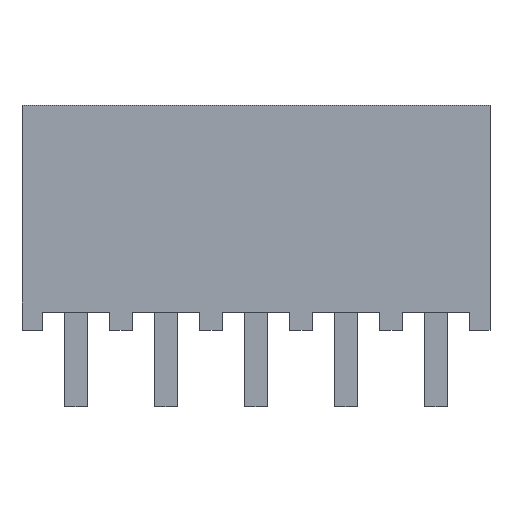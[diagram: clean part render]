
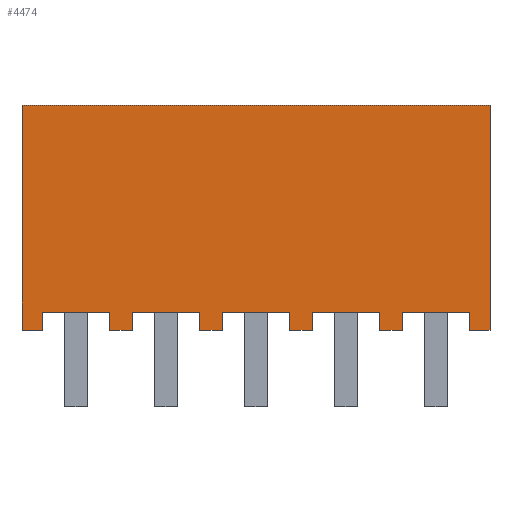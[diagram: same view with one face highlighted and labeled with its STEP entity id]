
A CAD part, top view. The second image highlights one B-rep face of the part: STEP entity #4474.
In plain terms, the highlighted planar face has unit normal (0, 0, 1).
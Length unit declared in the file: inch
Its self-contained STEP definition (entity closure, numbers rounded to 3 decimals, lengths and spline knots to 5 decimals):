
#417=ORIENTED_EDGE('',*,*,#1612,.F.);
#418=ORIENTED_EDGE('',*,*,#1529,.T.);
#419=ORIENTED_EDGE('',*,*,#1628,.F.);
#420=ORIENTED_EDGE('',*,*,#1379,.F.);
#421=ORIENTED_EDGE('',*,*,#1629,.T.);
#422=ORIENTED_EDGE('',*,*,#1630,.T.);
#423=ORIENTED_EDGE('',*,*,#1631,.F.);
#424=ORIENTED_EDGE('',*,*,#1632,.F.);
#425=ORIENTED_EDGE('',*,*,#1570,.F.);
#426=ORIENTED_EDGE('',*,*,#1563,.T.);
#427=ORIENTED_EDGE('',*,*,#1582,.F.);
#428=ORIENTED_EDGE('',*,*,#1633,.F.);
#429=ORIENTED_EDGE('',*,*,#1576,.F.);
#430=ORIENTED_EDGE('',*,*,#1555,.T.);
#431=ORIENTED_EDGE('',*,*,#1594,.F.);
#432=ORIENTED_EDGE('',*,*,#1634,.F.);
#433=ORIENTED_EDGE('',*,*,#1588,.F.);
#434=ORIENTED_EDGE('',*,*,#1547,.T.);
#435=ORIENTED_EDGE('',*,*,#1606,.F.);
#436=ORIENTED_EDGE('',*,*,#1635,.F.);
#437=ORIENTED_EDGE('',*,*,#1600,.F.);
#438=ORIENTED_EDGE('',*,*,#1539,.T.);
#439=ORIENTED_EDGE('',*,*,#1618,.F.);
#440=ORIENTED_EDGE('',*,*,#1636,.F.);
#1379=EDGE_CURVE('',#2021,#2022,#2443,.T.);
#1529=EDGE_CURVE('',#2132,#2131,#2589,.T.);
#1539=EDGE_CURVE('',#2142,#2141,#2599,.T.);
#1547=EDGE_CURVE('',#2150,#2149,#2607,.T.);
#1555=EDGE_CURVE('',#2158,#2157,#2615,.T.);
#1563=EDGE_CURVE('',#2166,#2165,#2623,.T.);
#1570=EDGE_CURVE('',#2166,#2169,#2630,.T.);
#1576=EDGE_CURVE('',#2158,#2173,#2636,.T.);
#1582=EDGE_CURVE('',#2178,#2165,#2642,.T.);
#1588=EDGE_CURVE('',#2150,#2181,#2648,.T.);
#1594=EDGE_CURVE('',#2186,#2157,#2654,.T.);
#1600=EDGE_CURVE('',#2142,#2189,#2660,.T.);
#1606=EDGE_CURVE('',#2194,#2149,#2666,.T.);
#1612=EDGE_CURVE('',#2132,#2197,#2672,.T.);
#1618=EDGE_CURVE('',#2202,#2141,#2678,.T.);
#1628=EDGE_CURVE('',#2022,#2131,#2688,.T.);
#1629=EDGE_CURVE('',#2021,#2206,#2689,.T.);
#1630=EDGE_CURVE('',#2206,#2207,#2690,.T.);
#1631=EDGE_CURVE('',#2208,#2207,#2691,.T.);
#1632=EDGE_CURVE('',#2169,#2208,#2692,.T.);
#1633=EDGE_CURVE('',#2173,#2178,#2693,.T.);
#1634=EDGE_CURVE('',#2181,#2186,#2694,.T.);
#1635=EDGE_CURVE('',#2189,#2194,#2695,.T.);
#1636=EDGE_CURVE('',#2197,#2202,#2696,.T.);
#2021=VERTEX_POINT('',#6114);
#2022=VERTEX_POINT('',#6116);
#2131=VERTEX_POINT('',#6415);
#2132=VERTEX_POINT('',#6417);
#2141=VERTEX_POINT('',#6437);
#2142=VERTEX_POINT('',#6439);
#2149=VERTEX_POINT('',#6455);
#2150=VERTEX_POINT('',#6457);
#2157=VERTEX_POINT('',#6473);
#2158=VERTEX_POINT('',#6475);
#2165=VERTEX_POINT('',#6491);
#2166=VERTEX_POINT('',#6493);
#2169=VERTEX_POINT('',#6503);
#2173=VERTEX_POINT('',#6515);
#2178=VERTEX_POINT('',#6529);
#2181=VERTEX_POINT('',#6539);
#2186=VERTEX_POINT('',#6553);
#2189=VERTEX_POINT('',#6563);
#2194=VERTEX_POINT('',#6577);
#2197=VERTEX_POINT('',#6587);
#2202=VERTEX_POINT('',#6601);
#2206=VERTEX_POINT('',#6619);
#2207=VERTEX_POINT('',#6621);
#2208=VERTEX_POINT('',#6623);
#2443=LINE('',#6115,#3065);
#2589=LINE('',#6416,#3211);
#2599=LINE('',#6438,#3221);
#2607=LINE('',#6456,#3229);
#2615=LINE('',#6474,#3237);
#2623=LINE('',#6492,#3245);
#2630=LINE('',#6506,#3252);
#2636=LINE('',#6518,#3258);
#2642=LINE('',#6530,#3264);
#2648=LINE('',#6542,#3270);
#2654=LINE('',#6554,#3276);
#2660=LINE('',#6566,#3282);
#2666=LINE('',#6578,#3288);
#2672=LINE('',#6590,#3294);
#2678=LINE('',#6602,#3300);
#2688=LINE('',#6617,#3310);
#2689=LINE('',#6618,#3311);
#2690=LINE('',#6620,#3312);
#2691=LINE('',#6622,#3313);
#2692=LINE('',#6624,#3314);
#2693=LINE('',#6625,#3315);
#2694=LINE('',#6626,#3316);
#2695=LINE('',#6627,#3317);
#2696=LINE('',#6628,#3318);
#3065=VECTOR('',#4964,39.37008);
#3211=VECTOR('',#5200,39.37008);
#3221=VECTOR('',#5214,39.37008);
#3229=VECTOR('',#5226,39.37008);
#3237=VECTOR('',#5238,39.37008);
#3245=VECTOR('',#5250,39.37008);
#3252=VECTOR('',#5261,39.37008);
#3258=VECTOR('',#5271,39.37008);
#3264=VECTOR('',#5281,39.37008);
#3270=VECTOR('',#5291,39.37008);
#3276=VECTOR('',#5301,39.37008);
#3282=VECTOR('',#5311,39.37008);
#3288=VECTOR('',#5321,39.37008);
#3294=VECTOR('',#5331,39.37008);
#3300=VECTOR('',#5341,39.37008);
#3310=VECTOR('',#5355,39.37008);
#3311=VECTOR('',#5356,39.37008);
#3312=VECTOR('',#5357,39.37008);
#3313=VECTOR('',#5358,39.37008);
#3314=VECTOR('',#5359,39.37008);
#3315=VECTOR('',#5360,39.37008);
#3316=VECTOR('',#5361,39.37008);
#3317=VECTOR('',#5362,39.37008);
#3318=VECTOR('',#5363,39.37008);
#3744=EDGE_LOOP('',(#417,#418,#419,#420,#421,#422,#423,#424,#425,#426,#427,
#428,#429,#430,#431,#432,#433,#434,#435,#436,#437,#438,#439,#440));
#4004=FACE_BOUND('',#3744,.T.);
#4254=PLANE('',#4752);
#4474=ADVANCED_FACE('',(#4004),#4254,.F.);
#4752=AXIS2_PLACEMENT_3D('',#6616,#5353,#5354);
#4964=DIRECTION('',(1.,0.,0.));
#5200=DIRECTION('',(1.,0.,0.));
#5214=DIRECTION('',(1.,0.,0.));
#5226=DIRECTION('',(1.,0.,0.));
#5238=DIRECTION('',(1.,0.,0.));
#5250=DIRECTION('',(1.,0.,0.));
#5261=DIRECTION('',(0.,1.,0.));
#5271=DIRECTION('',(0.,1.,0.));
#5281=DIRECTION('',(0.,-1.,0.));
#5291=DIRECTION('',(0.,1.,0.));
#5301=DIRECTION('',(0.,-1.,0.));
#5311=DIRECTION('',(0.,1.,0.));
#5321=DIRECTION('',(0.,-1.,0.));
#5331=DIRECTION('',(0.,1.,0.));
#5341=DIRECTION('',(0.,-1.,0.));
#5353=DIRECTION('',(0.,0.,-1.));
#5354=DIRECTION('',(-1.,0.,0.));
#5355=DIRECTION('',(0.,-1.,0.));
#5356=DIRECTION('',(0.,-1.,0.));
#5357=DIRECTION('',(1.,0.,0.));
#5358=DIRECTION('',(0.,-1.,0.));
#5359=DIRECTION('',(-1.,0.,0.));
#5360=DIRECTION('',(-1.,0.,0.));
#5361=DIRECTION('',(-1.,0.,0.));
#5362=DIRECTION('',(-1.,0.,0.));
#5363=DIRECTION('',(-1.,0.,0.));
#6114=CARTESIAN_POINT('',(-0.26,0.25,0.1));
#6115=CARTESIAN_POINT('',(-0.26,0.25,0.1));
#6116=CARTESIAN_POINT('',(0.26,0.25,0.1));
#6415=CARTESIAN_POINT('',(0.26,0.,0.1));
#6416=CARTESIAN_POINT('',(-0.26,0.,0.1));
#6417=CARTESIAN_POINT('',(0.2375,0.,0.1));
#6437=CARTESIAN_POINT('',(0.1625,0.,0.1));
#6438=CARTESIAN_POINT('',(-0.26,0.,0.1));
#6439=CARTESIAN_POINT('',(0.1375,0.,0.1));
#6455=CARTESIAN_POINT('',(0.0625,0.,0.1));
#6456=CARTESIAN_POINT('',(-0.26,0.,0.1));
#6457=CARTESIAN_POINT('',(0.0375,0.,0.1));
#6473=CARTESIAN_POINT('',(-0.0375,0.,0.1));
#6474=CARTESIAN_POINT('',(-0.26,0.,0.1));
#6475=CARTESIAN_POINT('',(-0.0625,0.,0.1));
#6491=CARTESIAN_POINT('',(-0.1375,0.,0.1));
#6492=CARTESIAN_POINT('',(-0.26,0.,0.1));
#6493=CARTESIAN_POINT('',(-0.1625,0.,0.1));
#6503=CARTESIAN_POINT('',(-0.1625,0.02,0.1));
#6506=CARTESIAN_POINT('',(-0.1625,0.25,0.1));
#6515=CARTESIAN_POINT('',(-0.0625,0.02,0.1));
#6518=CARTESIAN_POINT('',(-0.0625,0.25,0.1));
#6529=CARTESIAN_POINT('',(-0.1375,0.02,0.1));
#6530=CARTESIAN_POINT('',(-0.1375,0.25,0.1));
#6539=CARTESIAN_POINT('',(0.0375,0.02,0.1));
#6542=CARTESIAN_POINT('',(0.0375,0.25,0.1));
#6553=CARTESIAN_POINT('',(-0.0375,0.02,0.1));
#6554=CARTESIAN_POINT('',(-0.0375,0.25,0.1));
#6563=CARTESIAN_POINT('',(0.1375,0.02,0.1));
#6566=CARTESIAN_POINT('',(0.1375,0.25,0.1));
#6577=CARTESIAN_POINT('',(0.0625,0.02,0.1));
#6578=CARTESIAN_POINT('',(0.0625,0.25,0.1));
#6587=CARTESIAN_POINT('',(0.2375,0.02,0.1));
#6590=CARTESIAN_POINT('',(0.2375,0.25,0.1));
#6601=CARTESIAN_POINT('',(0.1625,0.02,0.1));
#6602=CARTESIAN_POINT('',(0.1625,0.25,0.1));
#6616=CARTESIAN_POINT('',(-0.26,0.25,0.1));
#6617=CARTESIAN_POINT('',(0.26,0.25,0.1));
#6618=CARTESIAN_POINT('',(-0.26,0.25,0.1));
#6619=CARTESIAN_POINT('',(-0.26,0.,0.1));
#6620=CARTESIAN_POINT('',(-0.26,0.,0.1));
#6621=CARTESIAN_POINT('',(-0.2375,0.,0.1));
#6622=CARTESIAN_POINT('',(-0.2375,0.25,0.1));
#6623=CARTESIAN_POINT('',(-0.2375,0.02,0.1));
#6624=CARTESIAN_POINT('',(-0.26,0.02,0.1));
#6625=CARTESIAN_POINT('',(-0.26,0.02,0.1));
#6626=CARTESIAN_POINT('',(-0.26,0.02,0.1));
#6627=CARTESIAN_POINT('',(-0.26,0.02,0.1));
#6628=CARTESIAN_POINT('',(-0.26,0.02,0.1));
